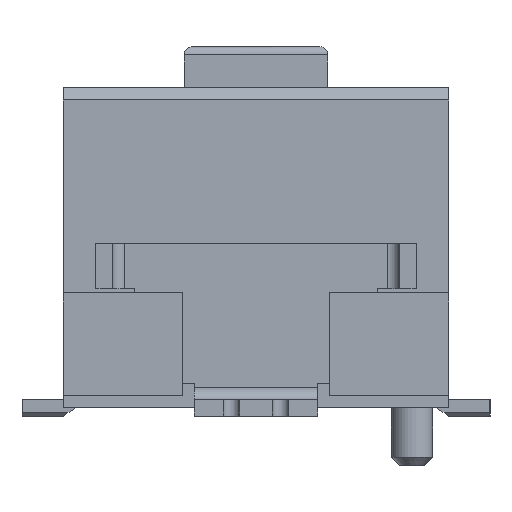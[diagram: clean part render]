
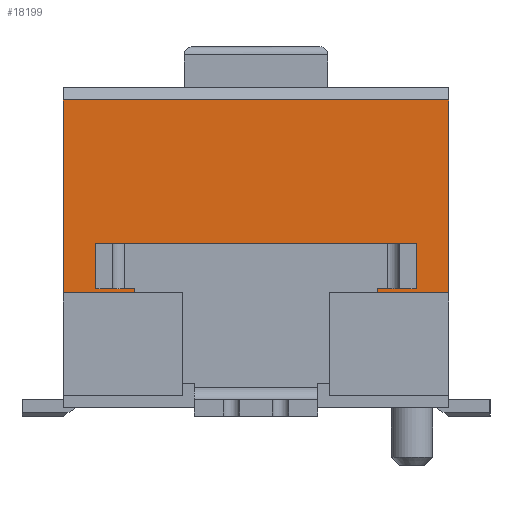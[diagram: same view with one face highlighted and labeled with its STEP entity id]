
A CAD part, left-side view. The second image highlights one B-rep face of the part: STEP entity #18199.
In plain terms, the highlighted planar face has unit normal (-1, 0, 0).
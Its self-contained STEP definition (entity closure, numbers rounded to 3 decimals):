
#723=FACE_OUTER_BOUND('',#1635,.T.);
#1635=EDGE_LOOP('',(#12692,#12693,#12694,#12695,#12696,#12697,#12698,#12699,
#12700,#12701,#12702,#12703,#12704,#12705,#12706,#12707,#12708,#12709));
#2974=LINE('',#25989,#5406);
#3009=LINE('',#26073,#5441);
#3022=LINE('',#26108,#5454);
#3037=LINE('',#26145,#5469);
#3125=LINE('',#26353,#5557);
#3126=LINE('',#26355,#5558);
#3127=LINE('',#26357,#5559);
#3128=LINE('',#26359,#5560);
#3129=LINE('',#26361,#5561);
#3130=LINE('',#26363,#5562);
#3131=LINE('',#26365,#5563);
#3132=LINE('',#26367,#5564);
#3133=LINE('',#26368,#5565);
#3134=LINE('',#26370,#5566);
#3135=LINE('',#26371,#5567);
#3136=LINE('',#26373,#5568);
#3137=LINE('',#26375,#5569);
#3138=LINE('',#26376,#5570);
#5406=VECTOR('',#20846,1.);
#5441=VECTOR('',#20921,1.);
#5454=VECTOR('',#20950,1.);
#5469=VECTOR('',#20981,1.);
#5557=VECTOR('',#21169,1.);
#5558=VECTOR('',#21170,1.);
#5559=VECTOR('',#21171,1.);
#5560=VECTOR('',#21172,1.);
#5561=VECTOR('',#21173,1.);
#5562=VECTOR('',#21174,1.);
#5563=VECTOR('',#21175,1.);
#5564=VECTOR('',#21176,1.);
#5565=VECTOR('',#21177,1.);
#5566=VECTOR('',#21178,1.);
#5567=VECTOR('',#21179,1.);
#5568=VECTOR('',#21180,1.);
#5569=VECTOR('',#21181,1.);
#5570=VECTOR('',#21182,1.);
#7836=VERTEX_POINT('',#25986);
#7837=VERTEX_POINT('',#25988);
#7864=VERTEX_POINT('',#26069);
#7866=VERTEX_POINT('',#26072);
#7879=VERTEX_POINT('',#26105);
#7880=VERTEX_POINT('',#26107);
#7893=VERTEX_POINT('',#26142);
#7894=VERTEX_POINT('',#26144);
#7965=VERTEX_POINT('',#26354);
#7966=VERTEX_POINT('',#26356);
#7967=VERTEX_POINT('',#26358);
#7968=VERTEX_POINT('',#26360);
#7969=VERTEX_POINT('',#26362);
#7970=VERTEX_POINT('',#26364);
#7971=VERTEX_POINT('',#26366);
#7972=VERTEX_POINT('',#26369);
#7973=VERTEX_POINT('',#26372);
#7974=VERTEX_POINT('',#26374);
#9675=EDGE_CURVE('',#7837,#7836,#2974,.T.);
#9717=EDGE_CURVE('',#7866,#7864,#3009,.T.);
#9734=EDGE_CURVE('',#7879,#7880,#3022,.T.);
#9752=EDGE_CURVE('',#7893,#7894,#3037,.T.);
#9858=EDGE_CURVE('',#7893,#7866,#3125,.T.);
#9859=EDGE_CURVE('',#7864,#7965,#3126,.T.);
#9860=EDGE_CURVE('',#7965,#7966,#3127,.T.);
#9861=EDGE_CURVE('',#7966,#7967,#3128,.T.);
#9862=EDGE_CURVE('',#7967,#7968,#3129,.T.);
#9863=EDGE_CURVE('',#7969,#7968,#3130,.T.);
#9864=EDGE_CURVE('',#7969,#7970,#3131,.T.);
#9865=EDGE_CURVE('',#7970,#7971,#3132,.T.);
#9866=EDGE_CURVE('',#7971,#7837,#3133,.T.);
#9867=EDGE_CURVE('',#7836,#7972,#3134,.T.);
#9868=EDGE_CURVE('',#7880,#7972,#3135,.T.);
#9869=EDGE_CURVE('',#7973,#7879,#3136,.T.);
#9870=EDGE_CURVE('',#7973,#7974,#3137,.T.);
#9871=EDGE_CURVE('',#7974,#7894,#3138,.T.);
#12692=ORIENTED_EDGE('',*,*,#9858,.T.);
#12693=ORIENTED_EDGE('',*,*,#9717,.T.);
#12694=ORIENTED_EDGE('',*,*,#9859,.T.);
#12695=ORIENTED_EDGE('',*,*,#9860,.T.);
#12696=ORIENTED_EDGE('',*,*,#9861,.T.);
#12697=ORIENTED_EDGE('',*,*,#9862,.T.);
#12698=ORIENTED_EDGE('',*,*,#9863,.F.);
#12699=ORIENTED_EDGE('',*,*,#9864,.T.);
#12700=ORIENTED_EDGE('',*,*,#9865,.T.);
#12701=ORIENTED_EDGE('',*,*,#9866,.T.);
#12702=ORIENTED_EDGE('',*,*,#9675,.T.);
#12703=ORIENTED_EDGE('',*,*,#9867,.T.);
#12704=ORIENTED_EDGE('',*,*,#9868,.F.);
#12705=ORIENTED_EDGE('',*,*,#9734,.F.);
#12706=ORIENTED_EDGE('',*,*,#9869,.F.);
#12707=ORIENTED_EDGE('',*,*,#9870,.T.);
#12708=ORIENTED_EDGE('',*,*,#9871,.T.);
#12709=ORIENTED_EDGE('',*,*,#9752,.F.);
#17402=PLANE('',#19193);
#18199=ADVANCED_FACE('',(#723),#17402,.T.);
#19193=AXIS2_PLACEMENT_3D('',#26352,#21167,#21168);
#20846=DIRECTION('',(0.,-0.707,-0.707));
#20921=DIRECTION('',(0.,0.,-1.));
#20950=DIRECTION('',(0.,0.,-1.));
#20981=DIRECTION('',(0.,0.,1.));
#21167=DIRECTION('center_axis',(-1.,0.,0.));
#21168=DIRECTION('ref_axis',(0.,1.,0.));
#21169=DIRECTION('',(0.,1.,0.));
#21170=DIRECTION('',(0.,-1.,0.));
#21171=DIRECTION('',(0.,0.,1.));
#21172=DIRECTION('',(0.,-0.707,0.707));
#21173=DIRECTION('',(0.,-1.,0.));
#21174=DIRECTION('',(0.,0.,-1.));
#21175=DIRECTION('',(0.,1.,0.));
#21176=DIRECTION('',(0.,0.,-1.));
#21177=DIRECTION('',(0.,-1.,0.));
#21178=DIRECTION('',(0.,0.,-1.));
#21179=DIRECTION('',(0.,1.,0.));
#21180=DIRECTION('',(0.,-1.,0.));
#21181=DIRECTION('',(0.,0.,1.));
#21182=DIRECTION('',(0.,-1.,0.));
#25986=CARTESIAN_POINT('',(-9.1,1.5,1.4));
#25988=CARTESIAN_POINT('',(-9.1,1.6,1.5));
#25989=CARTESIAN_POINT('',(-9.1,0.,-0.1));
#26069=CARTESIAN_POINT('',(-9.1,-1.475,0.6));
#26072=CARTESIAN_POINT('',(-9.1,-1.475,1.55));
#26073=CARTESIAN_POINT('',(-9.1,-1.475,0.));
#26105=CARTESIAN_POINT('',(-9.1,1.475,1.55));
#26107=CARTESIAN_POINT('',(-9.1,1.475,0.6));
#26108=CARTESIAN_POINT('',(-9.1,1.475,0.));
#26142=CARTESIAN_POINT('',(-9.1,-1.65,1.55));
#26144=CARTESIAN_POINT('',(-9.1,-1.65,2.1));
#26145=CARTESIAN_POINT('',(-9.1,-1.65,1.724));
#26352=CARTESIAN_POINT('Origin',(-9.1,2.518,-0.044));
#26353=CARTESIAN_POINT('',(-9.1,0.,1.55));
#26354=CARTESIAN_POINT('',(-9.1,-1.5,0.6));
#26355=CARTESIAN_POINT('',(-9.1,0.,0.6));
#26356=CARTESIAN_POINT('',(-9.1,-1.5,1.4));
#26357=CARTESIAN_POINT('',(-9.1,-1.5,0.));
#26358=CARTESIAN_POINT('',(-9.1,-1.6,1.5));
#26359=CARTESIAN_POINT('',(-9.1,-0.1,0.));
#26360=CARTESIAN_POINT('',(-9.1,-2.35,1.5));
#26361=CARTESIAN_POINT('',(-9.1,0.,1.5));
#26362=CARTESIAN_POINT('',(-9.1,-2.35,3.85));
#26363=CARTESIAN_POINT('',(-9.1,-2.35,0.));
#26364=CARTESIAN_POINT('',(-9.1,2.35,3.85));
#26365=CARTESIAN_POINT('',(-9.1,0.,3.85));
#26366=CARTESIAN_POINT('',(-9.1,2.35,1.5));
#26367=CARTESIAN_POINT('',(-9.1,2.35,0.));
#26368=CARTESIAN_POINT('',(-9.1,0.,1.5));
#26369=CARTESIAN_POINT('',(-9.1,1.5,0.6));
#26370=CARTESIAN_POINT('',(-9.1,1.5,0.));
#26371=CARTESIAN_POINT('',(-9.1,0.,0.6));
#26372=CARTESIAN_POINT('',(-9.1,1.65,1.55));
#26373=CARTESIAN_POINT('',(-9.1,0.,1.55));
#26374=CARTESIAN_POINT('',(-9.1,1.65,2.1));
#26375=CARTESIAN_POINT('',(-9.1,1.65,0.122));
#26376=CARTESIAN_POINT('',(-9.1,0.,2.1));
